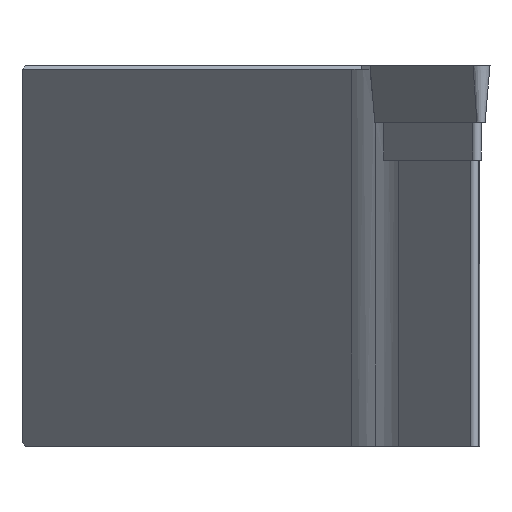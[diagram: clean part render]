
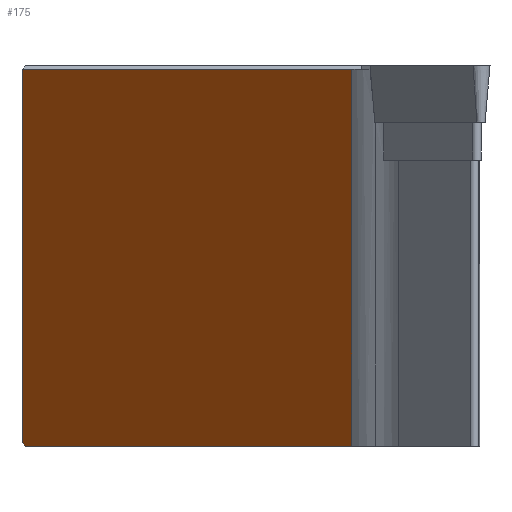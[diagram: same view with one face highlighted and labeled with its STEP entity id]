
A CAD part, left-side view. The second image highlights one B-rep face of the part: STEP entity #175.
In plain terms, the highlighted planar face has unit normal (-0.616, 0.788, 0).
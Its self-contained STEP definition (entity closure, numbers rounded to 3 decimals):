
#175=ADVANCED_FACE('',(#260),#215,.F.);
#215=PLANE('',#978);
#260=FACE_OUTER_BOUND('',#308,.T.);
#308=EDGE_LOOP('',(#499,#500,#501,#502,#503));
#499=ORIENTED_EDGE('',*,*,#708,.F.);
#500=ORIENTED_EDGE('',*,*,#676,.F.);
#501=ORIENTED_EDGE('',*,*,#683,.F.);
#502=ORIENTED_EDGE('',*,*,#673,.T.);
#503=ORIENTED_EDGE('',*,*,#662,.F.);
#583=VERTEX_POINT('',#1313);
#584=VERTEX_POINT('',#1315);
#589=VERTEX_POINT('',#1335);
#590=VERTEX_POINT('',#1339);
#592=VERTEX_POINT('',#1342);
#662=EDGE_CURVE('',#583,#584,#764,.T.);
#673=EDGE_CURVE('',#589,#584,#769,.T.);
#676=EDGE_CURVE('',#590,#592,#771,.T.);
#683=EDGE_CURVE('',#589,#590,#778,.T.);
#708=EDGE_CURVE('',#592,#583,#801,.T.);
#764=LINE('',#1314,#853);
#769=LINE('',#1334,#858);
#771=LINE('',#1341,#860);
#778=LINE('',#1356,#867);
#801=LINE('',#1403,#890);
#853=VECTOR('',#1064,1.);
#858=VECTOR('',#1089,1.);
#860=VECTOR('',#1095,1.);
#867=VECTOR('',#1106,1.);
#890=VECTOR('',#1149,1.);
#978=AXIS2_PLACEMENT_3D('',#1428,#1187,#1188);
#1064=DIRECTION('',(-0.788,-0.616,0.));
#1089=DIRECTION('',(0.,0.,1.));
#1095=DIRECTION('',(0.671,0.524,0.524));
#1106=DIRECTION('',(0.788,0.616,0.));
#1149=DIRECTION('',(0.,0.,1.));
#1187=DIRECTION('',(0.616,-0.788,0.));
#1188=DIRECTION('',(0.788,0.616,0.));
#1313=CARTESIAN_POINT('',(48.868,0.,-0.3));
#1314=CARTESIAN_POINT('',(13.365,-27.738,-0.3));
#1315=CARTESIAN_POINT('',(13.365,-27.738,-0.3));
#1334=CARTESIAN_POINT('',(13.365,-27.738,-40.));
#1335=CARTESIAN_POINT('',(13.365,-27.738,-32.));
#1339=CARTESIAN_POINT('',(48.484,-0.3,-32.));
#1341=CARTESIAN_POINT('',(20.203,-22.395,-54.095));
#1342=CARTESIAN_POINT('',(48.868,0.,-31.7));
#1356=CARTESIAN_POINT('',(13.365,-27.738,-32.));
#1403=CARTESIAN_POINT('',(48.868,0.,-40.));
#1428=CARTESIAN_POINT('',(13.365,-27.738,-40.));
